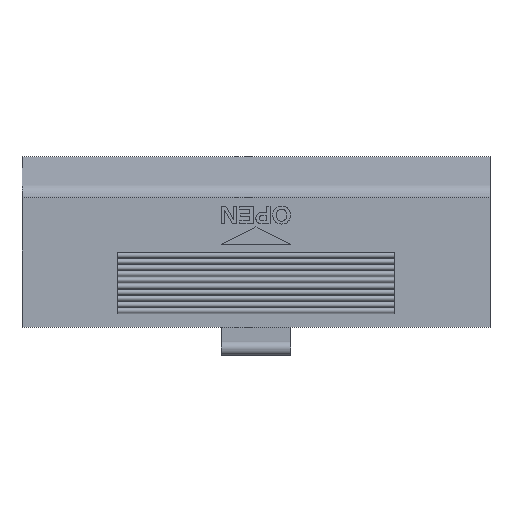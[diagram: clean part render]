
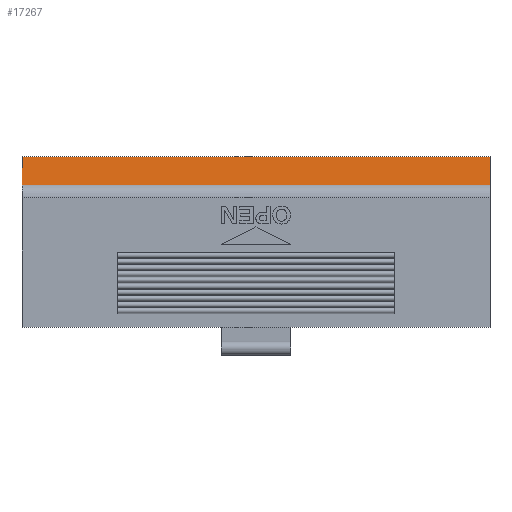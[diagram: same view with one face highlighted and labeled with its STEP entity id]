
A CAD part, top view. The second image highlights one B-rep face of the part: STEP entity #17267.
In plain terms, the highlighted planar face has unit normal (0, 0.906, 0.423).
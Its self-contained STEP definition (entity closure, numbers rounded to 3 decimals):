
#315 = PLANE('',#316);
#316 = AXIS2_PLACEMENT_3D('',#317,#318,#319);
#317 = CARTESIAN_POINT('',(-33.8,13.543,-0.611));
#318 = DIRECTION('',(1.,0.,0.));
#319 = DIRECTION('',(0.,0.,1.));
#371 = PLANE('',#372);
#372 = AXIS2_PLACEMENT_3D('',#373,#374,#375);
#373 = CARTESIAN_POINT('',(33.8,13.543,-0.611));
#374 = DIRECTION('',(1.,0.,0.));
#375 = DIRECTION('',(0.,0.,1.));
#6050 = VERTEX_POINT('',#6051);
#6051 = CARTESIAN_POINT('',(-33.8,24.649,-7.969));
#6065 = PLANE('',#6066);
#6066 = AXIS2_PLACEMENT_3D('',#6067,#6068,#6069);
#6067 = CARTESIAN_POINT('',(-33.8,24.649,-7.969));
#6068 = DIRECTION('',(0.,-0.423,-0.906
    ));
#6069 = DIRECTION('',(0.,-0.906,0.423
    ));
#6077 = EDGE_CURVE('',#6078,#6050,#6080,.T.);
#6078 = VERTEX_POINT('',#6079);
#6079 = CARTESIAN_POINT('',(-33.8,20.538,0.845));
#6080 = SURFACE_CURVE('',#6081,(#6085,#6092),.PCURVE_S1.);
#6081 = LINE('',#6082,#6083);
#6082 = CARTESIAN_POINT('',(-33.8,20.,2.));
#6083 = VECTOR('',#6084,1.);
#6084 = DIRECTION('',(0.,0.423,-0.906)
  );
#6085 = PCURVE('',#315,#6086);
#6086 = DEFINITIONAL_REPRESENTATION('',(#6087),#6091);
#6087 = LINE('',#6088,#6089);
#6088 = CARTESIAN_POINT('',(2.611,-6.457));
#6089 = VECTOR('',#6090,1.);
#6090 = DIRECTION('',(-0.906,-0.423));
#6091 = ( GEOMETRIC_REPRESENTATION_CONTEXT(2) 
PARAMETRIC_REPRESENTATION_CONTEXT() REPRESENTATION_CONTEXT('2D SPACE',''
  ) );
#6092 = PCURVE('',#6093,#6098);
#6093 = PLANE('',#6094);
#6094 = AXIS2_PLACEMENT_3D('',#6095,#6096,#6097);
#6095 = CARTESIAN_POINT('',(-33.8,20.,2.));
#6096 = DIRECTION('',(0.,0.906,0.423)
  );
#6097 = DIRECTION('',(0.,0.423,-0.906)
  );
#6098 = DEFINITIONAL_REPRESENTATION('',(#6099),#6103);
#6099 = LINE('',#6100,#6101);
#6100 = CARTESIAN_POINT('',(0.,0.));
#6101 = VECTOR('',#6102,1.);
#6102 = DIRECTION('',(1.,0.));
#6103 = ( GEOMETRIC_REPRESENTATION_CONTEXT(2) 
PARAMETRIC_REPRESENTATION_CONTEXT() REPRESENTATION_CONTEXT('2D SPACE',''
  ) );
#6124 = CYLINDRICAL_SURFACE('',#6125,2.);
#6125 = AXIS2_PLACEMENT_3D('',#6126,#6127,#6128);
#6126 = CARTESIAN_POINT('',(-33.8,18.726,0.));
#6127 = DIRECTION('',(1.,0.,0.));
#6128 = DIRECTION('',(0.,0.,1.));
#6320 = VERTEX_POINT('',#6321);
#6321 = CARTESIAN_POINT('',(33.8,24.649,-7.969));
#6342 = EDGE_CURVE('',#6343,#6320,#6345,.T.);
#6343 = VERTEX_POINT('',#6344);
#6344 = CARTESIAN_POINT('',(33.8,20.538,0.845));
#6345 = SURFACE_CURVE('',#6346,(#6350,#6357),.PCURVE_S1.);
#6346 = LINE('',#6347,#6348);
#6347 = CARTESIAN_POINT('',(33.8,20.,2.));
#6348 = VECTOR('',#6349,1.);
#6349 = DIRECTION('',(0.,0.423,-0.906)
  );
#6350 = PCURVE('',#371,#6351);
#6351 = DEFINITIONAL_REPRESENTATION('',(#6352),#6356);
#6352 = LINE('',#6353,#6354);
#6353 = CARTESIAN_POINT('',(2.611,-6.457));
#6354 = VECTOR('',#6355,1.);
#6355 = DIRECTION('',(-0.906,-0.423));
#6356 = ( GEOMETRIC_REPRESENTATION_CONTEXT(2) 
PARAMETRIC_REPRESENTATION_CONTEXT() REPRESENTATION_CONTEXT('2D SPACE',''
  ) );
#6357 = PCURVE('',#6093,#6358);
#6358 = DEFINITIONAL_REPRESENTATION('',(#6359),#6363);
#6359 = LINE('',#6360,#6361);
#6360 = CARTESIAN_POINT('',(0.,-67.6));
#6361 = VECTOR('',#6362,1.);
#6362 = DIRECTION('',(1.,0.));
#6363 = ( GEOMETRIC_REPRESENTATION_CONTEXT(2) 
PARAMETRIC_REPRESENTATION_CONTEXT() REPRESENTATION_CONTEXT('2D SPACE',''
  ) );
#17245 = EDGE_CURVE('',#6078,#6343,#17246,.T.);
#17246 = SURFACE_CURVE('',#17247,(#17251,#17258),.PCURVE_S1.);
#17247 = LINE('',#17248,#17249);
#17248 = CARTESIAN_POINT('',(-33.8,20.538,0.845));
#17249 = VECTOR('',#17250,1.);
#17250 = DIRECTION('',(1.,0.,0.));
#17251 = PCURVE('',#6124,#17252);
#17252 = DEFINITIONAL_REPRESENTATION('',(#17253),#17257);
#17253 = LINE('',#17254,#17255);
#17254 = CARTESIAN_POINT('',(-1.134,0.));
#17255 = VECTOR('',#17256,1.);
#17256 = DIRECTION('',(-0.,1.));
#17257 = ( GEOMETRIC_REPRESENTATION_CONTEXT(2) 
PARAMETRIC_REPRESENTATION_CONTEXT() REPRESENTATION_CONTEXT('2D SPACE',''
  ) );
#17258 = PCURVE('',#6093,#17259);
#17259 = DEFINITIONAL_REPRESENTATION('',(#17260),#17264);
#17260 = LINE('',#17261,#17262);
#17261 = CARTESIAN_POINT('',(1.274,0.));
#17262 = VECTOR('',#17263,1.);
#17263 = DIRECTION('',(0.,-1.));
#17264 = ( GEOMETRIC_REPRESENTATION_CONTEXT(2) 
PARAMETRIC_REPRESENTATION_CONTEXT() REPRESENTATION_CONTEXT('2D SPACE',''
  ) );
#17267 = ADVANCED_FACE('',(#17268),#6093,.T.);
#17268 = FACE_BOUND('',#17269,.T.);
#17269 = EDGE_LOOP('',(#17270,#17271,#17272,#17273));
#17270 = ORIENTED_EDGE('',*,*,#6077,.F.);
#17271 = ORIENTED_EDGE('',*,*,#17245,.T.);
#17272 = ORIENTED_EDGE('',*,*,#6342,.T.);
#17273 = ORIENTED_EDGE('',*,*,#17274,.F.);
#17274 = EDGE_CURVE('',#6050,#6320,#17275,.T.);
#17275 = SURFACE_CURVE('',#17276,(#17280,#17287),.PCURVE_S1.);
#17276 = LINE('',#17277,#17278);
#17277 = CARTESIAN_POINT('',(-33.8,24.649,-7.969));
#17278 = VECTOR('',#17279,1.);
#17279 = DIRECTION('',(1.,0.,0.));
#17280 = PCURVE('',#6093,#17281);
#17281 = DEFINITIONAL_REPRESENTATION('',(#17282),#17286);
#17282 = LINE('',#17283,#17284);
#17283 = CARTESIAN_POINT('',(11.,0.));
#17284 = VECTOR('',#17285,1.);
#17285 = DIRECTION('',(0.,-1.));
#17286 = ( GEOMETRIC_REPRESENTATION_CONTEXT(2) 
PARAMETRIC_REPRESENTATION_CONTEXT() REPRESENTATION_CONTEXT('2D SPACE',''
  ) );
#17287 = PCURVE('',#6065,#17288);
#17288 = DEFINITIONAL_REPRESENTATION('',(#17289),#17293);
#17289 = LINE('',#17290,#17291);
#17290 = CARTESIAN_POINT('',(0.,0.));
#17291 = VECTOR('',#17292,1.);
#17292 = DIRECTION('',(0.,-1.));
#17293 = ( GEOMETRIC_REPRESENTATION_CONTEXT(2) 
PARAMETRIC_REPRESENTATION_CONTEXT() REPRESENTATION_CONTEXT('2D SPACE',''
  ) );
